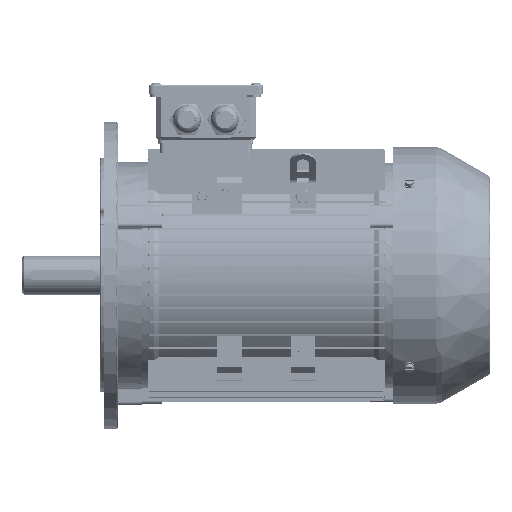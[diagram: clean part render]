
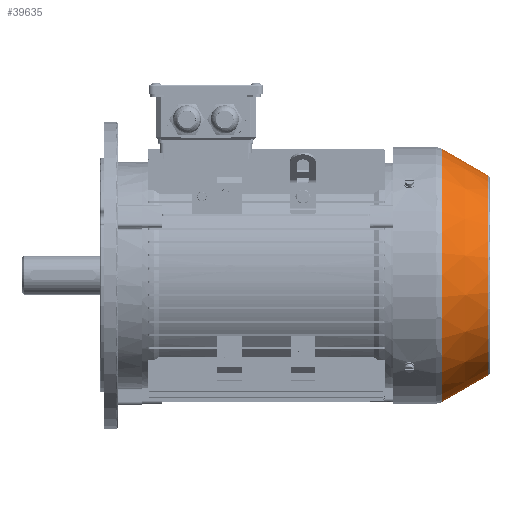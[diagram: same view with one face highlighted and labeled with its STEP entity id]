
A CAD part, top view. The second image highlights one B-rep face of the part: STEP entity #39635.
In plain terms, the highlighted conical face has half-angle 30 degrees and reference radius 123.758 mm.
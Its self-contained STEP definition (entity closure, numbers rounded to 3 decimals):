
#41 = ORIENTED_EDGE ( 'NONE', *, *, #93273, .T. ) ;
#180 = EDGE_LOOP ( 'NONE', ( #131108, #41, #135988, #23445 ) ) ;
#3201 = CARTESIAN_POINT ( 'NONE',  ( 160.361, 77.678, -32.463 ) ) ;
#10623 = DIRECTION ( 'NONE',  ( 0., 1., 0. ) ) ;
#14715 = VECTOR ( 'NONE', #159384, 1000. ) ;
#23445 = ORIENTED_EDGE ( 'NONE', *, *, #33426, .T. ) ;
#33426 = EDGE_CURVE ( 'NONE', #95006, #175318, #122002, .T. ) ;
#39635 = ADVANCED_FACE ( 'NONE', ( #63518 ), #132889, .T. ) ;
#51641 = EDGE_CURVE ( 'NONE', #69317, #95006, #170941, .T. ) ;
#51781 = CARTESIAN_POINT ( 'NONE',  ( 160.361, -117.518, -32.463 ) ) ;
#53523 = VERTEX_POINT ( 'NONE', #51781 ) ;
#53655 = DIRECTION ( 'NONE',  ( 0., -1., 0. ) ) ;
#63518 = FACE_OUTER_BOUND ( 'NONE', #180, .T. ) ;
#63878 = EDGE_CURVE ( 'NONE', #53523, #175318, #64434, .T. ) ;
#64434 = LINE ( 'NONE', #147299, #203413 ) ;
#69317 = VERTEX_POINT ( 'NONE', #3201 ) ;
#77642 = DIRECTION ( 'NONE',  ( 0., -1., 0. ) ) ;
#85485 = DIRECTION ( 'NONE',  ( -0.866, -0.5, 0. ) ) ;
#87474 = CARTESIAN_POINT ( 'NONE',  ( 115.05, -19.92, -32.463 ) ) ;
#93273 = EDGE_CURVE ( 'NONE', #53523, #69317, #103202, .T. ) ;
#95006 = VERTEX_POINT ( 'NONE', #134543 ) ;
#103202 = CIRCLE ( 'NONE', #181175, 97.598 ) ;
#106614 = AXIS2_PLACEMENT_3D ( 'NONE', #87474, #117362, #53655 ) ;
#109953 = AXIS2_PLACEMENT_3D ( 'NONE', #152119, #170859, #10623 ) ;
#117362 = DIRECTION ( 'NONE',  ( 1., 0., 0. ) ) ;
#122002 = CIRCLE ( 'NONE', #106614, 123.758 ) ;
#131108 = ORIENTED_EDGE ( 'NONE', *, *, #63878, .F. ) ;
#132803 = CARTESIAN_POINT ( 'NONE',  ( 115.05, -143.678, -32.463 ) ) ;
#132889 = CONICAL_SURFACE ( 'NONE', #109953, 123.758, 0.524 ) ;
#134543 = CARTESIAN_POINT ( 'NONE',  ( 115.05, 103.838, -32.463 ) ) ;
#135988 = ORIENTED_EDGE ( 'NONE', *, *, #51641, .T. ) ;
#147299 = CARTESIAN_POINT ( 'NONE',  ( 115.05, -143.678, -32.463 ) ) ;
#152119 = CARTESIAN_POINT ( 'NONE',  ( 115.05, -19.92, -32.463 ) ) ;
#158141 = CARTESIAN_POINT ( 'NONE',  ( 160.361, -19.92, -32.463 ) ) ;
#159384 = DIRECTION ( 'NONE',  ( -0.866, 0.5, 0. ) ) ;
#170859 = DIRECTION ( 'NONE',  ( -1., 0., 0. ) ) ;
#170941 = LINE ( 'NONE', #176040, #14715 ) ;
#175318 = VERTEX_POINT ( 'NONE', #132803 ) ;
#176040 = CARTESIAN_POINT ( 'NONE',  ( 115.05, 103.838, -32.463 ) ) ;
#181175 = AXIS2_PLACEMENT_3D ( 'NONE', #158141, #188043, #77642 ) ;
#188043 = DIRECTION ( 'NONE',  ( -1., 0., 0. ) ) ;
#203413 = VECTOR ( 'NONE', #85485, 1000. ) ;
